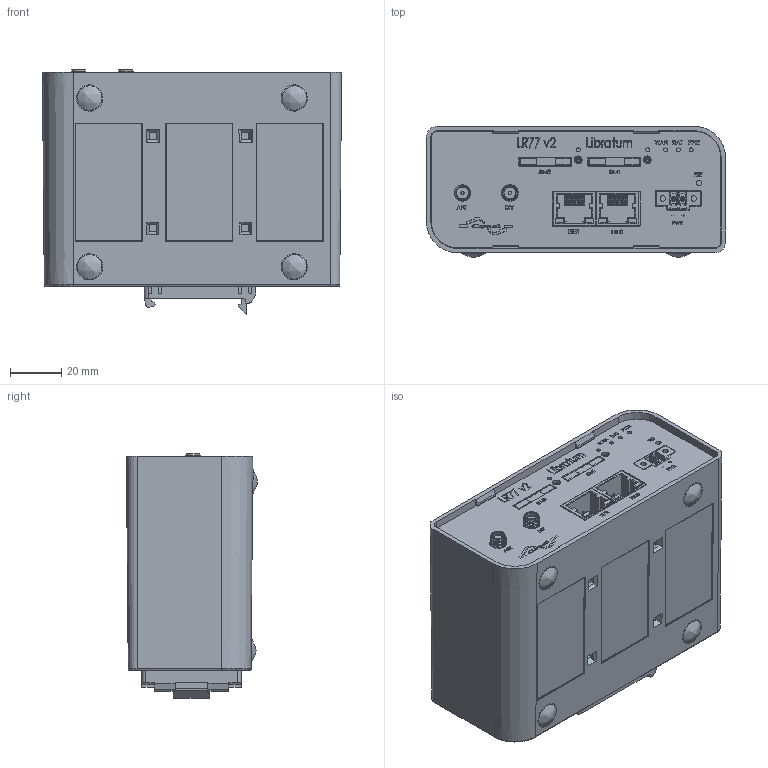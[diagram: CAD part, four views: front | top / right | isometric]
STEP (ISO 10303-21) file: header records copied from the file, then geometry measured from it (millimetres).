
FILE_DESCRIPTION (( 'STEP AP214' ), '1' );
FILE_NAME ('LR77_v2_Libratum.STEP', '2019-02-06T12:52:32', ( '' ), ( '' ), 'SwSTEP 2.0', 'SolidWorks 2018', '' );
FILE_SCHEMA (( 'AUTOMOTIVE_DESIGN' ));
Length unit declared in the file: millimetre
Products named in the file (14): LR77_v2_Libratum; SIM_holder; BB-CPD2-x_BB-CPD2-B; User Library-Rj45-1; 691325110002; SIM_912283001___ _________; 691325110002_05; 691325110002_04; 691325110002_03; 691325110002_02; 691325110002_01; CPK2 box; 617_CPC2_LR77_v2L_2A_DA; SMA-J-P-H-ST-EM3
Assembly tree (17 placements, depth 3):
  LR77_v2_Libratum
    617_CPC2_LR77_v2L_2A_DA
    CPK2 box
    691325110002
      691325110002_01
      691325110002_02
      691325110002_03
      691325110002_04
      691325110002_05
    SIM_912283001___ _________  x2
    SIM_holder  x2
    SMA-J-P-H-ST-EM3  x2
    User Library-Rj45-1  x2
    BB-CPD2-x_BB-CPD2-B
Bounding box: 116.96 x 51.31 x 95.76 mm (x, y, z)
Volume: 20285.6 mm3; surface area: 96452.7 mm2
Topology: 15 solids, 18 shells, 5227 faces, 14576 edges, 9478 vertices
Faces by surface type: plane 3865, cylinder 802, bspline 346, torus 112, cone 102
Entity records: 320546 total; most frequent: CARTESIAN_POINT 190942, ORIENTED_EDGE 22504, DIRECTION 18410, EDGE_CURVE 11255, LINE 9298, VECTOR 9298, VERTEX_POINT 7383, AXIS2_PLACEMENT_3D 4556
